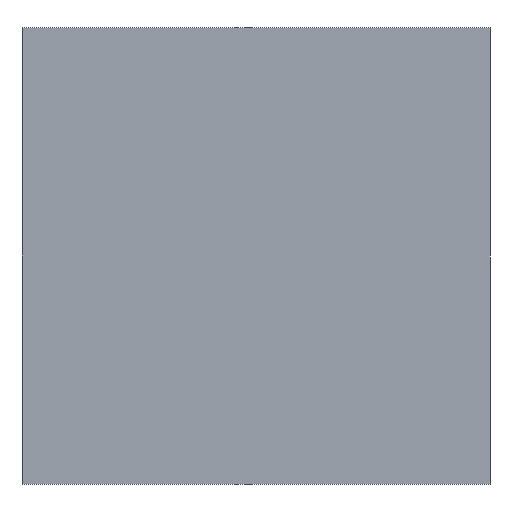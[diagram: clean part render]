
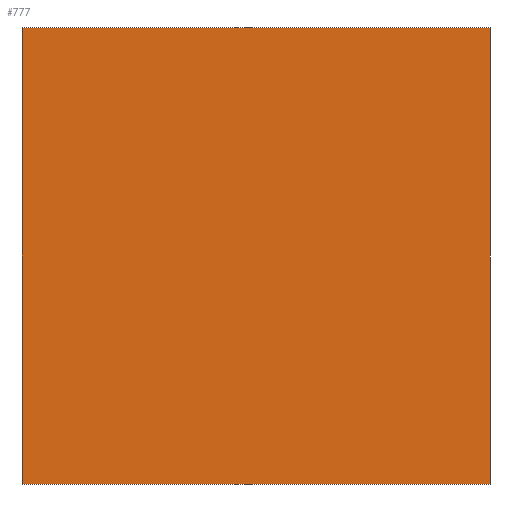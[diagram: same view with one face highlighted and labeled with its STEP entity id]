
A CAD part, left-side view. The second image highlights one B-rep face of the part: STEP entity #777.
In plain terms, the highlighted planar face has unit normal (-1, 0, 0).
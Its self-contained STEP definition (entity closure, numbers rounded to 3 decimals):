
#192=ORIENTED_EDGE('',*,*,#322,.F.);
#193=ORIENTED_EDGE('',*,*,#323,.T.);
#194=ORIENTED_EDGE('',*,*,#324,.F.);
#195=ORIENTED_EDGE('',*,*,#325,.F.);
#322=EDGE_CURVE('',#396,#397,#486,.T.);
#323=EDGE_CURVE('',#396,#398,#487,.T.);
#324=EDGE_CURVE('',#399,#398,#488,.T.);
#325=EDGE_CURVE('',#397,#399,#489,.T.);
#396=VERTEX_POINT('',#1245);
#397=VERTEX_POINT('',#1246);
#398=VERTEX_POINT('',#1248);
#399=VERTEX_POINT('',#1250);
#486=LINE('',#1244,#580);
#487=LINE('',#1247,#581);
#488=LINE('',#1249,#582);
#489=LINE('',#1251,#583);
#580=VECTOR('',#1028,1000.);
#581=VECTOR('',#1029,1000.);
#582=VECTOR('',#1030,1000.);
#583=VECTOR('',#1031,1000.);
#635=EDGE_LOOP('',(#192,#193,#194,#195));
#691=FACE_BOUND('',#635,.T.);
#734=PLANE('',#841);
#777=ADVANCED_FACE('',(#691),#734,.F.);
#841=AXIS2_PLACEMENT_3D('',#1243,#1026,#1027);
#1026=DIRECTION('',(1.,0.,0.));
#1027=DIRECTION('',(0.,-1.,0.));
#1028=DIRECTION('',(0.,0.,1.));
#1029=DIRECTION('',(0.,-1.,0.));
#1030=DIRECTION('',(0.,0.,-1.));
#1031=DIRECTION('',(0.,-1.,0.));
#1243=CARTESIAN_POINT('',(2.145,28.282,-10.769));
#1244=CARTESIAN_POINT('',(2.145,26.28,-10.769));
#1245=CARTESIAN_POINT('',(2.145,26.28,-2.969));
#1246=CARTESIAN_POINT('',(2.145,26.28,12.631));
#1247=CARTESIAN_POINT('',(2.145,28.282,-2.969));
#1248=CARTESIAN_POINT('',(2.145,10.28,-2.969));
#1249=CARTESIAN_POINT('',(2.145,10.28,-10.769));
#1250=CARTESIAN_POINT('',(2.145,10.28,12.631));
#1251=CARTESIAN_POINT('',(2.145,10.382,12.631));
